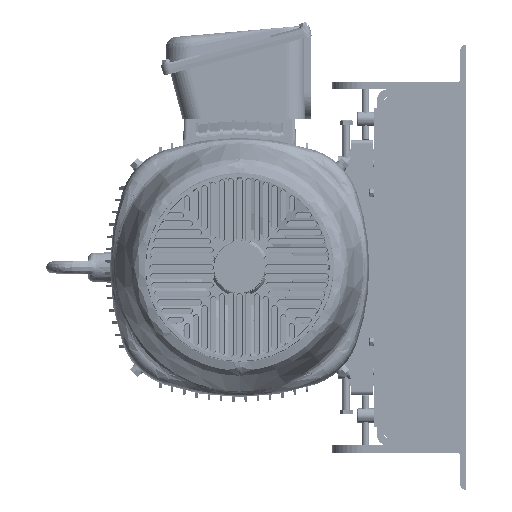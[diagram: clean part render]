
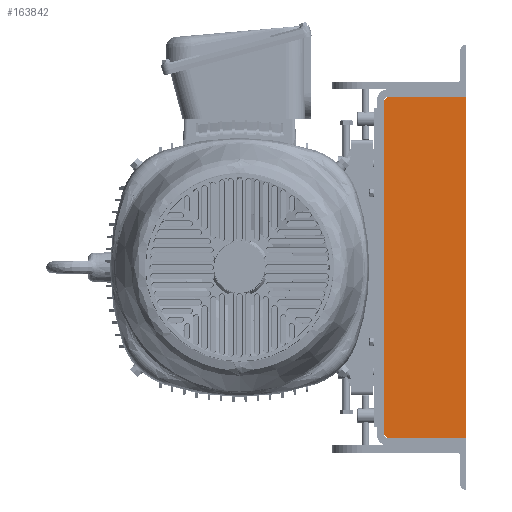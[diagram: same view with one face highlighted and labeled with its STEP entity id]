
A CAD part, left-side view. The second image highlights one B-rep face of the part: STEP entity #163842.
In plain terms, the highlighted planar face has unit normal (-1, 0, 0).
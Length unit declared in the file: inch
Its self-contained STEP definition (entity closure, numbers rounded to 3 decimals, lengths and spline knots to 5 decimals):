
#7501 = VERTEX_POINT ( 'NONE', #264769 ) ;
#11278 = VECTOR ( 'NONE', #202082, 39.37008 ) ;
#15050 = CARTESIAN_POINT ( 'NONE',  ( 0., 0., -23.5 ) ) ;
#16063 = VERTEX_POINT ( 'NONE', #41065 ) ;
#17580 = EDGE_CURVE ( 'NONE', #16063, #280181, #351525, .T. ) ;
#31674 = EDGE_LOOP ( 'NONE', ( #370624, #164786, #265149, #66917, #194853, #67648 ) ) ;
#41065 = CARTESIAN_POINT ( 'NONE',  ( 0., 5.25, -0.5 ) ) ;
#46552 = LINE ( 'NONE', #325147, #297127 ) ;
#57647 = AXIS2_PLACEMENT_3D ( 'NONE', #279313, #156307, #308341 ) ;
#66917 = ORIENTED_EDGE ( 'NONE', *, *, #69423, .F. ) ;
#67648 = ORIENTED_EDGE ( 'NONE', *, *, #347474, .F. ) ;
#69423 = EDGE_CURVE ( 'NONE', #7501, #371667, #198225, .T. ) ;
#73296 = DIRECTION ( 'NONE',  ( 0., 1., 0. ) ) ;
#80596 = CARTESIAN_POINT ( 'NONE',  ( 0., 0., -0.5 ) ) ;
#83369 = EDGE_CURVE ( 'NONE', #191437, #7501, #336640, .T. ) ;
#95963 = VERTEX_POINT ( 'NONE', #15050 ) ;
#101211 = FACE_OUTER_BOUND ( 'NONE', #31674, .T. ) ;
#101919 = CARTESIAN_POINT ( 'NONE',  ( 0., 5.5, -0.75 ) ) ;
#111132 = DIRECTION ( 'NONE',  ( 0., -0.707, 0.707 ) ) ;
#136552 = CARTESIAN_POINT ( 'NONE',  ( 0., 5.25, -23.5 ) ) ;
#152759 = CARTESIAN_POINT ( 'NONE',  ( 0., 5.5, -23.25 ) ) ;
#156307 = DIRECTION ( 'NONE',  ( -1., 0., 0. ) ) ;
#163842 = ADVANCED_FACE ( 'NONE', ( #101211 ), #243629, .T. ) ;
#164568 = LINE ( 'NONE', #136552, #306123 ) ;
#164786 = ORIENTED_EDGE ( 'NONE', *, *, #17580, .F. ) ;
#171322 = EDGE_CURVE ( 'NONE', #280181, #95963, #346220, .T. ) ;
#183156 = DIRECTION ( 'NONE',  ( 0., 0.707, 0.707 ) ) ;
#191437 = VERTEX_POINT ( 'NONE', #292253 ) ;
#194853 = ORIENTED_EDGE ( 'NONE', *, *, #83369, .F. ) ;
#195358 = DIRECTION ( 'NONE',  ( 0., 0., 1. ) ) ;
#198225 = LINE ( 'NONE', #377707, #368455 ) ;
#198506 = DIRECTION ( 'NONE',  ( 0., 0., -1. ) ) ;
#202082 = DIRECTION ( 'NONE',  ( 0., -1., 0. ) ) ;
#231545 = CARTESIAN_POINT ( 'NONE',  ( 0., 0., -23.5 ) ) ;
#243629 = PLANE ( 'NONE',  #57647 ) ;
#264769 = CARTESIAN_POINT ( 'NONE',  ( 0., 5.5, -23.25 ) ) ;
#265149 = ORIENTED_EDGE ( 'NONE', *, *, #370487, .F. ) ;
#265949 = CARTESIAN_POINT ( 'NONE',  ( 0., 0., -0.5 ) ) ;
#279313 = CARTESIAN_POINT ( 'NONE',  ( 0., 0., 0.59041 ) ) ;
#279907 = VECTOR ( 'NONE', #183156, 39.37008 ) ;
#280044 = VECTOR ( 'NONE', #198506, 39.37008 ) ;
#280181 = VERTEX_POINT ( 'NONE', #265949 ) ;
#292253 = CARTESIAN_POINT ( 'NONE',  ( 0., 5.25, -23.5 ) ) ;
#297127 = VECTOR ( 'NONE', #111132, 39.37008 ) ;
#306123 = VECTOR ( 'NONE', #73296, 39.37008 ) ;
#308341 = DIRECTION ( 'NONE',  ( 0., 0., 1. ) ) ;
#325147 = CARTESIAN_POINT ( 'NONE',  ( 0., 5.25, -0.5 ) ) ;
#336640 = LINE ( 'NONE', #152759, #279907 ) ;
#346220 = LINE ( 'NONE', #231545, #280044 ) ;
#347474 = EDGE_CURVE ( 'NONE', #95963, #191437, #164568, .T. ) ;
#351525 = LINE ( 'NONE', #80596, #11278 ) ;
#368455 = VECTOR ( 'NONE', #195358, 39.37008 ) ;
#370487 = EDGE_CURVE ( 'NONE', #371667, #16063, #46552, .T. ) ;
#370624 = ORIENTED_EDGE ( 'NONE', *, *, #171322, .F. ) ;
#371667 = VERTEX_POINT ( 'NONE', #101919 ) ;
#377707 = CARTESIAN_POINT ( 'NONE',  ( 0., 5.5, -0.75 ) ) ;
